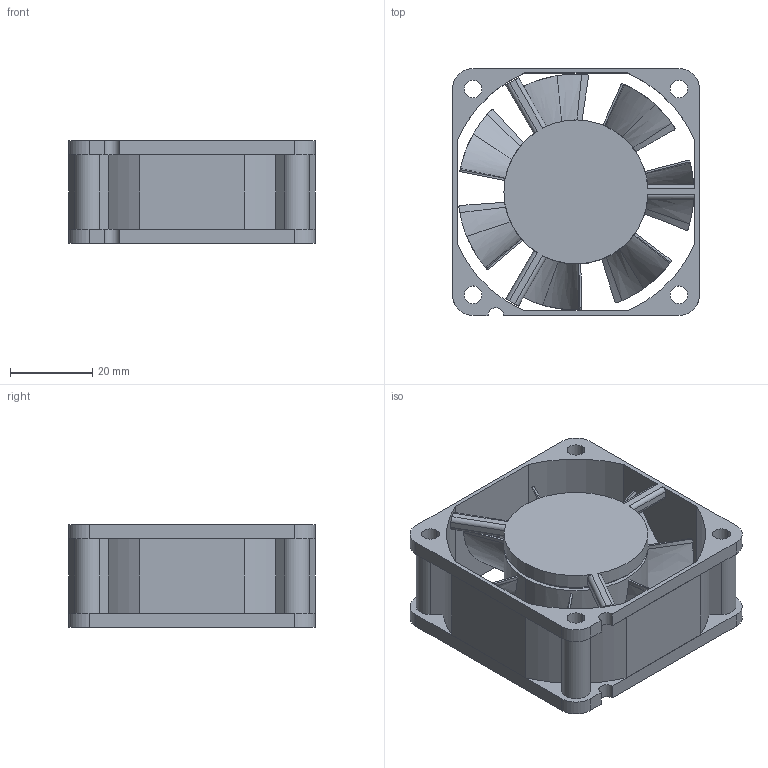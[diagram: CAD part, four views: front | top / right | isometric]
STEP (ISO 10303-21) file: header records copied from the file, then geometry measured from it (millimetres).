
FILE_DESCRIPTION (( 'STEP AP214' ), '1' );
FILE_NAME ('ACG-FAN-BC.STEP', '2024-01-30T23:02:04', ( '' ), ( '' ), 'SwSTEP 2.0', 'SolidWorks 2021', '' );
FILE_SCHEMA (( 'AUTOMOTIVE_DESIGN' ));
Length unit declared in the file: inch
Products named in the file (1): ACG-FAN-BC
Bounding box: 60 x 60 x 25 mm (x, y, z)
Volume: 15462.5 mm3; surface area: 27235.8 mm2
Topology: 2 solids, 2 shells, 228 faces, 593 edges, 381 vertices
Faces by surface type: bspline 112, cylinder 58, plane 58
Entity records: 10885 total; most frequent: CARTESIAN_POINT 5985, ORIENTED_EDGE 1186, DIRECTION 694, EDGE_CURVE 593, VERTEX_POINT 381, LINE 252, VECTOR 252, EDGE_LOOP 250
